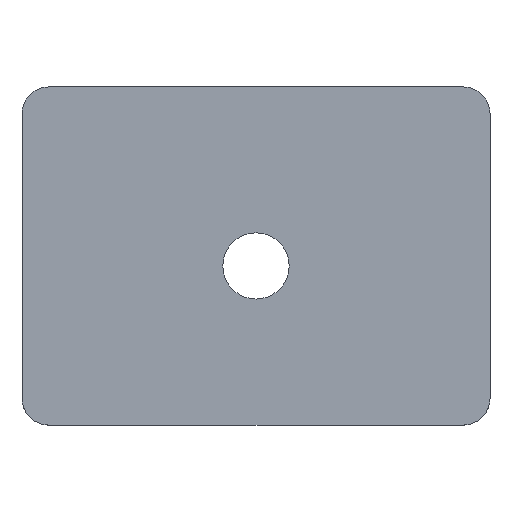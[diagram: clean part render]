
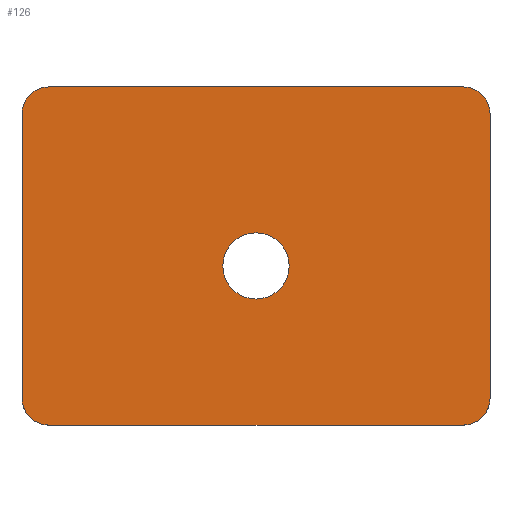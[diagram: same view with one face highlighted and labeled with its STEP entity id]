
A CAD part, front view. The second image highlights one B-rep face of the part: STEP entity #126.
In plain terms, the highlighted planar face has unit normal (0, -1, 0).
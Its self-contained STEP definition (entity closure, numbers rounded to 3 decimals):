
#1 = ORIENTED_EDGE ( 'NONE', *, *, #61, .F. ) ;
#6 = CARTESIAN_POINT ( 'NONE',  ( -17.65, 0., -12.75 ) ) ;
#15 = DIRECTION ( 'NONE',  ( 1., 0., 0. ) ) ;
#18 = EDGE_CURVE ( 'NONE', #322, #426, #396, .T. ) ;
#25 = VERTEX_POINT ( 'NONE', #273 ) ;
#35 = DIRECTION ( 'NONE',  ( 0., 0., 1. ) ) ;
#36 = VERTEX_POINT ( 'NONE', #359 ) ;
#49 = DIRECTION ( 'NONE',  ( 0., -1., 0. ) ) ;
#55 = CARTESIAN_POINT ( 'NONE',  ( -17.65, 0., -10.75 ) ) ;
#61 = EDGE_CURVE ( 'NONE', #443, #36, #472, .T. ) ;
#63 = DIRECTION ( 'NONE',  ( 0., 0., 1. ) ) ;
#66 = DIRECTION ( 'NONE',  ( 0., 0., 1. ) ) ;
#70 = AXIS2_PLACEMENT_3D ( 'NONE', #563, #375, #63 ) ;
#75 = CIRCLE ( 'NONE', #188, 2.5 ) ;
#79 = VERTEX_POINT ( 'NONE', #55 ) ;
#88 = EDGE_CURVE ( 'NONE', #25, #283, #410, .T. ) ;
#89 = CARTESIAN_POINT ( 'NONE',  ( 0., 0., -0.75 ) ) ;
#90 = VECTOR ( 'NONE', #109, 1000. ) ;
#109 = DIRECTION ( 'NONE',  ( 0., 0., -1. ) ) ;
#112 = CARTESIAN_POINT ( 'NONE',  ( -17.65, 0., -12.75 ) ) ;
#114 = FACE_BOUND ( 'NONE', #392, .T. ) ;
#126 = ADVANCED_FACE ( 'NONE', ( #114, #296 ), #554, .F. ) ;
#127 = CARTESIAN_POINT ( 'NONE',  ( 17.65, 0., -10.75 ) ) ;
#138 = CARTESIAN_POINT ( 'NONE',  ( -15.65, 0., 12.75 ) ) ;
#141 = EDGE_CURVE ( 'NONE', #537, #346, #559, .T. ) ;
#146 = CARTESIAN_POINT ( 'NONE',  ( -15.65, 0., 10.75 ) ) ;
#147 = EDGE_CURVE ( 'NONE', #79, #346, #512, .T. ) ;
#150 = CIRCLE ( 'NONE', #408, 2. ) ;
#167 = CARTESIAN_POINT ( 'NONE',  ( 15.65, 0., -10.75 ) ) ;
#181 = CARTESIAN_POINT ( 'NONE',  ( 0., 0., -3.25 ) ) ;
#188 = AXIS2_PLACEMENT_3D ( 'NONE', #444, #193, #585 ) ;
#190 = AXIS2_PLACEMENT_3D ( 'NONE', #248, #466, #66 ) ;
#193 = DIRECTION ( 'NONE',  ( 0., 1., 0. ) ) ;
#216 = ORIENTED_EDGE ( 'NONE', *, *, #147, .T. ) ;
#221 = CARTESIAN_POINT ( 'NONE',  ( -15.65, 0., -12.75 ) ) ;
#228 = CARTESIAN_POINT ( 'NONE',  ( 15.65, 0., 10.75 ) ) ;
#231 = DIRECTION ( 'NONE',  ( 0., 0., 1. ) ) ;
#248 = CARTESIAN_POINT ( 'NONE',  ( 0., 0., 0. ) ) ;
#253 = ORIENTED_EDGE ( 'NONE', *, *, #391, .T. ) ;
#257 = ORIENTED_EDGE ( 'NONE', *, *, #381, .F. ) ;
#262 = ORIENTED_EDGE ( 'NONE', *, *, #88, .F. ) ;
#273 = CARTESIAN_POINT ( 'NONE',  ( 17.65, 0., 10.75 ) ) ;
#277 = EDGE_CURVE ( 'NONE', #537, #283, #387, .T. ) ;
#280 = AXIS2_PLACEMENT_3D ( 'NONE', #228, #583, #541 ) ;
#283 = VERTEX_POINT ( 'NONE', #127 ) ;
#296 = FACE_OUTER_BOUND ( 'NONE', #468, .T. ) ;
#322 = VERTEX_POINT ( 'NONE', #181 ) ;
#328 = DIRECTION ( 'NONE',  ( 0., 0., 1. ) ) ;
#343 = VECTOR ( 'NONE', #15, 1000. ) ;
#346 = VERTEX_POINT ( 'NONE', #221 ) ;
#350 = DIRECTION ( 'NONE',  ( 0., -1., 0. ) ) ;
#356 = VECTOR ( 'NONE', #459, 1000. ) ;
#359 = CARTESIAN_POINT ( 'NONE',  ( 15.65, 0., 12.75 ) ) ;
#365 = EDGE_CURVE ( 'NONE', #426, #322, #75, .T. ) ;
#375 = DIRECTION ( 'NONE',  ( 0., -1., 0. ) ) ;
#381 = EDGE_CURVE ( 'NONE', #79, #491, #486, .T. ) ;
#387 = CIRCLE ( 'NONE', #445, 2. ) ;
#391 = EDGE_CURVE ( 'NONE', #443, #491, #150, .T. ) ;
#392 = EDGE_LOOP ( 'NONE', ( #416, #399 ) ) ;
#396 = CIRCLE ( 'NONE', #493, 2.5 ) ;
#399 = ORIENTED_EDGE ( 'NONE', *, *, #18, .T. ) ;
#406 = EDGE_CURVE ( 'NONE', #25, #36, #532, .T. ) ;
#408 = AXIS2_PLACEMENT_3D ( 'NONE', #146, #49, #328 ) ;
#409 = CARTESIAN_POINT ( 'NONE',  ( 17.65, 0., -12.75 ) ) ;
#410 = LINE ( 'NONE', #409, #90 ) ;
#416 = ORIENTED_EDGE ( 'NONE', *, *, #365, .T. ) ;
#419 = ORIENTED_EDGE ( 'NONE', *, *, #406, .T. ) ;
#421 = DIRECTION ( 'NONE',  ( -1., 0., 0. ) ) ;
#426 = VERTEX_POINT ( 'NONE', #448 ) ;
#443 = VERTEX_POINT ( 'NONE', #138 ) ;
#444 = CARTESIAN_POINT ( 'NONE',  ( 0., 0., -0.75 ) ) ;
#445 = AXIS2_PLACEMENT_3D ( 'NONE', #167, #350, #35 ) ;
#448 = CARTESIAN_POINT ( 'NONE',  ( 0., 0., 1.75 ) ) ;
#459 = DIRECTION ( 'NONE',  ( 0., 0., 1. ) ) ;
#466 = DIRECTION ( 'NONE',  ( 0., 1., 0. ) ) ;
#468 = EDGE_LOOP ( 'NONE', ( #477, #542, #262, #419, #1, #253, #257, #216 ) ) ;
#472 = LINE ( 'NONE', #507, #343 ) ;
#477 = ORIENTED_EDGE ( 'NONE', *, *, #141, .F. ) ;
#486 = LINE ( 'NONE', #6, #356 ) ;
#491 = VERTEX_POINT ( 'NONE', #572 ) ;
#493 = AXIS2_PLACEMENT_3D ( 'NONE', #89, #547, #231 ) ;
#507 = CARTESIAN_POINT ( 'NONE',  ( -17.65, 0., 12.75 ) ) ;
#512 = CIRCLE ( 'NONE', #70, 2. ) ;
#532 = CIRCLE ( 'NONE', #280, 2. ) ;
#537 = VERTEX_POINT ( 'NONE', #562 ) ;
#541 = DIRECTION ( 'NONE',  ( 0., 0., 1. ) ) ;
#542 = ORIENTED_EDGE ( 'NONE', *, *, #277, .T. ) ;
#547 = DIRECTION ( 'NONE',  ( 0., 1., 0. ) ) ;
#554 = PLANE ( 'NONE',  #190 ) ;
#559 = LINE ( 'NONE', #112, #573 ) ;
#562 = CARTESIAN_POINT ( 'NONE',  ( 15.65, 0., -12.75 ) ) ;
#563 = CARTESIAN_POINT ( 'NONE',  ( -15.65, 0., -10.75 ) ) ;
#572 = CARTESIAN_POINT ( 'NONE',  ( -17.65, 0., 10.75 ) ) ;
#573 = VECTOR ( 'NONE', #421, 1000. ) ;
#583 = DIRECTION ( 'NONE',  ( 0., -1., 0. ) ) ;
#585 = DIRECTION ( 'NONE',  ( 0., 0., 1. ) ) ;
